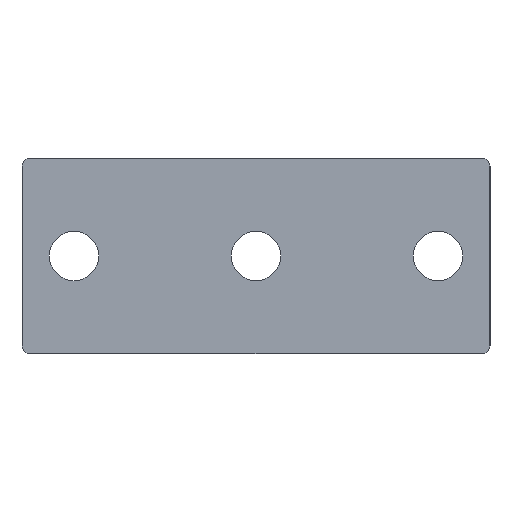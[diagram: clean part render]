
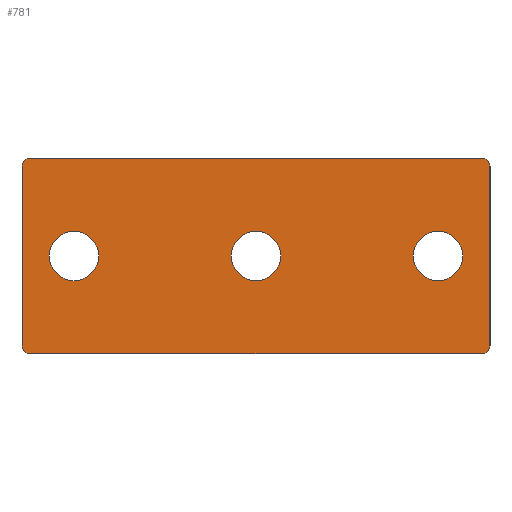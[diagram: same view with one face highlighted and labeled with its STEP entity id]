
A CAD part, left-side view. The second image highlights one B-rep face of the part: STEP entity #781.
In plain terms, the highlighted face is planar.
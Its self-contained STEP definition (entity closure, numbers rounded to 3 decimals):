
#5 = ORIENTED_EDGE ( 'NONE', *, *, #681, .T. ) ;
#9 = VERTEX_POINT ( 'NONE', #1040 ) ;
#15 = CIRCLE ( 'NONE', #432, 9.5 ) ;
#34 = VECTOR ( 'NONE', #210, 1000. ) ;
#35 = AXIS2_PLACEMENT_3D ( 'NONE', #244, #745, #130 ) ;
#47 = VERTEX_POINT ( 'NONE', #918 ) ;
#49 = VERTEX_POINT ( 'NONE', #313 ) ;
#71 = CARTESIAN_POINT ( 'NONE',  ( -169.5, 37.5, -10. ) ) ;
#73 = EDGE_LOOP ( 'NONE', ( #319, #1131 ) ) ;
#89 = VERTEX_POINT ( 'NONE', #531 ) ;
#92 = VERTEX_POINT ( 'NONE', #1278 ) ;
#107 = EDGE_CURVE ( 'NONE', #1014, #232, #1078, .T. ) ;
#118 = ORIENTED_EDGE ( 'NONE', *, *, #107, .F. ) ;
#130 = DIRECTION ( 'NONE',  ( 1., 0., 0. ) ) ;
#140 = VERTEX_POINT ( 'NONE', #1263 ) ;
#146 = CIRCLE ( 'NONE', #540, 9.5 ) ;
#168 = LINE ( 'NONE', #551, #1025 ) ;
#172 = AXIS2_PLACEMENT_3D ( 'NONE', #865, #973, #521 ) ;
#180 = DIRECTION ( 'NONE',  ( 0., 0., -1. ) ) ;
#194 = AXIS2_PLACEMENT_3D ( 'NONE', #905, #1015, #1361 ) ;
#200 = AXIS2_PLACEMENT_3D ( 'NONE', #1330, #239, #859 ) ;
#205 = VERTEX_POINT ( 'NONE', #1444 ) ;
#210 = DIRECTION ( 'NONE',  ( 0., 1., 0. ) ) ;
#230 = PLANE ( 'NONE',  #35 ) ;
#232 = VERTEX_POINT ( 'NONE', #471 ) ;
#238 = EDGE_CURVE ( 'NONE', #49, #89, #860, .T. ) ;
#239 = DIRECTION ( 'NONE',  ( 0., 0., -1. ) ) ;
#244 = CARTESIAN_POINT ( 'NONE',  ( 0., 0., -10. ) ) ;
#271 = CARTESIAN_POINT ( 'NONE',  ( -29.5, 37.5, -10. ) ) ;
#287 = DIRECTION ( 'NONE',  ( 1., 0., 0. ) ) ;
#299 = AXIS2_PLACEMENT_3D ( 'NONE', #307, #180, #933 ) ;
#300 = CARTESIAN_POINT ( 'NONE',  ( 0., 3., -10. ) ) ;
#307 = CARTESIAN_POINT ( 'NONE',  ( -3., 3., -10. ) ) ;
#310 = ORIENTED_EDGE ( 'NONE', *, *, #598, .F. ) ;
#313 = CARTESIAN_POINT ( 'NONE',  ( -177., 0., -10. ) ) ;
#319 = ORIENTED_EDGE ( 'NONE', *, *, #1189, .T. ) ;
#322 = DIRECTION ( 'NONE',  ( 0., 0., 1. ) ) ;
#336 = DIRECTION ( 'NONE',  ( 0., 0., 1. ) ) ;
#349 = CARTESIAN_POINT ( 'NONE',  ( -180., 72., -10. ) ) ;
#428 = DIRECTION ( 'NONE',  ( 0., 0., 1. ) ) ;
#432 = AXIS2_PLACEMENT_3D ( 'NONE', #1530, #336, #798 ) ;
#434 = EDGE_CURVE ( 'NONE', #562, #232, #1563, .T. ) ;
#437 = EDGE_CURVE ( 'NONE', #140, #446, #1102, .T. ) ;
#446 = VERTEX_POINT ( 'NONE', #271 ) ;
#448 = DIRECTION ( 'NONE',  ( 0., -1., 0. ) ) ;
#455 = CARTESIAN_POINT ( 'NONE',  ( 0., 0., -10. ) ) ;
#463 = CIRCLE ( 'NONE', #698, 9.5 ) ;
#471 = CARTESIAN_POINT ( 'NONE',  ( 0., 72., -10. ) ) ;
#521 = DIRECTION ( 'NONE',  ( 1., 0., 0. ) ) ;
#531 = CARTESIAN_POINT ( 'NONE',  ( -3., 0., -10. ) ) ;
#540 = AXIS2_PLACEMENT_3D ( 'NONE', #911, #322, #1295 ) ;
#551 = CARTESIAN_POINT ( 'NONE',  ( -180., 0., -10. ) ) ;
#562 = VERTEX_POINT ( 'NONE', #814 ) ;
#572 = VERTEX_POINT ( 'NONE', #71 ) ;
#586 = ORIENTED_EDGE ( 'NONE', *, *, #733, .F. ) ;
#593 = VECTOR ( 'NONE', #1318, 1000. ) ;
#594 = CIRCLE ( 'NONE', #1350, 3. ) ;
#598 = EDGE_CURVE ( 'NONE', #1308, #47, #168, .T. ) ;
#602 = CARTESIAN_POINT ( 'NONE',  ( -90., 37.5, -10. ) ) ;
#610 = DIRECTION ( 'NONE',  ( 1., 0., 0. ) ) ;
#626 = CARTESIAN_POINT ( 'NONE',  ( -177., 75., -10. ) ) ;
#631 = EDGE_CURVE ( 'NONE', #1014, #89, #1388, .T. ) ;
#680 = CARTESIAN_POINT ( 'NONE',  ( 0., 75., -10. ) ) ;
#681 = EDGE_CURVE ( 'NONE', #92, #205, #146, .T. ) ;
#688 = ORIENTED_EDGE ( 'NONE', *, *, #434, .T. ) ;
#694 = AXIS2_PLACEMENT_3D ( 'NONE', #878, #1374, #287 ) ;
#698 = AXIS2_PLACEMENT_3D ( 'NONE', #602, #841, #610 ) ;
#720 = EDGE_CURVE ( 'NONE', #572, #9, #1347, .T. ) ;
#733 = EDGE_CURVE ( 'NONE', #562, #816, #1279, .T. ) ;
#745 = DIRECTION ( 'NONE',  ( 0., 0., 1. ) ) ;
#781 = ADVANCED_FACE ( 'NONE', ( #1536, #1431, #956, #1228 ), #230, .F. ) ;
#798 = DIRECTION ( 'NONE',  ( 1., 0., 0. ) ) ;
#810 = CARTESIAN_POINT ( 'NONE',  ( -177., 3., -10. ) ) ;
#814 = CARTESIAN_POINT ( 'NONE',  ( -3., 75., -10. ) ) ;
#816 = VERTEX_POINT ( 'NONE', #626 ) ;
#824 = DIRECTION ( 'NONE',  ( 1., 0., 0. ) ) ;
#841 = DIRECTION ( 'NONE',  ( 0., 0., 1. ) ) ;
#842 = CARTESIAN_POINT ( 'NONE',  ( 0., 0., -10. ) ) ;
#844 = EDGE_LOOP ( 'NONE', ( #5, #1067 ) ) ;
#859 = DIRECTION ( 'NONE',  ( 1., 0., 0. ) ) ;
#860 = LINE ( 'NONE', #842, #1345 ) ;
#865 = CARTESIAN_POINT ( 'NONE',  ( -160., 37.5, -10. ) ) ;
#878 = CARTESIAN_POINT ( 'NONE',  ( -20., 37.5, -10. ) ) ;
#894 = AXIS2_PLACEMENT_3D ( 'NONE', #1504, #428, #920 ) ;
#896 = EDGE_CURVE ( 'NONE', #205, #92, #463, .T. ) ;
#905 = CARTESIAN_POINT ( 'NONE',  ( -3., 72., -10. ) ) ;
#911 = CARTESIAN_POINT ( 'NONE',  ( -90., 37.5, -10. ) ) ;
#918 = CARTESIAN_POINT ( 'NONE',  ( -180., 3., -10. ) ) ;
#920 = DIRECTION ( 'NONE',  ( 1., 0., 0. ) ) ;
#932 = EDGE_CURVE ( 'NONE', #1308, #816, #1442, .T. ) ;
#933 = DIRECTION ( 'NONE',  ( 1., 0., 0. ) ) ;
#956 = FACE_BOUND ( 'NONE', #844, .T. ) ;
#973 = DIRECTION ( 'NONE',  ( 0., 0., 1. ) ) ;
#1014 = VERTEX_POINT ( 'NONE', #300 ) ;
#1015 = DIRECTION ( 'NONE',  ( 0., 0., -1. ) ) ;
#1023 = ORIENTED_EDGE ( 'NONE', *, *, #1156, .T. ) ;
#1025 = VECTOR ( 'NONE', #448, 1000. ) ;
#1040 = CARTESIAN_POINT ( 'NONE',  ( -150.5, 37.5, -10. ) ) ;
#1043 = EDGE_CURVE ( 'NONE', #49, #47, #594, .T. ) ;
#1067 = ORIENTED_EDGE ( 'NONE', *, *, #896, .T. ) ;
#1078 = LINE ( 'NONE', #455, #34 ) ;
#1091 = ORIENTED_EDGE ( 'NONE', *, *, #437, .T. ) ;
#1102 = CIRCLE ( 'NONE', #694, 9.5 ) ;
#1131 = ORIENTED_EDGE ( 'NONE', *, *, #720, .T. ) ;
#1156 = EDGE_CURVE ( 'NONE', #446, #140, #15, .T. ) ;
#1189 = EDGE_CURVE ( 'NONE', #9, #572, #1389, .T. ) ;
#1206 = DIRECTION ( 'NONE',  ( 1., 0., 0. ) ) ;
#1228 = FACE_OUTER_BOUND ( 'NONE', #1378, .T. ) ;
#1263 = CARTESIAN_POINT ( 'NONE',  ( -10.5, 37.5, -10. ) ) ;
#1264 = ORIENTED_EDGE ( 'NONE', *, *, #631, .T. ) ;
#1278 = CARTESIAN_POINT ( 'NONE',  ( -80.5, 37.5, -10. ) ) ;
#1279 = LINE ( 'NONE', #680, #593 ) ;
#1295 = DIRECTION ( 'NONE',  ( 1., 0., 0. ) ) ;
#1308 = VERTEX_POINT ( 'NONE', #349 ) ;
#1318 = DIRECTION ( 'NONE',  ( -1., 0., 0. ) ) ;
#1330 = CARTESIAN_POINT ( 'NONE',  ( -177., 72., -10. ) ) ;
#1345 = VECTOR ( 'NONE', #1206, 1000. ) ;
#1347 = CIRCLE ( 'NONE', #894, 9.5 ) ;
#1350 = AXIS2_PLACEMENT_3D ( 'NONE', #810, #1500, #824 ) ;
#1361 = DIRECTION ( 'NONE',  ( 1., 0., 0. ) ) ;
#1374 = DIRECTION ( 'NONE',  ( 0., 0., 1. ) ) ;
#1378 = EDGE_LOOP ( 'NONE', ( #118, #1264, #1490, #1499, #310, #1556, #586, #688 ) ) ;
#1388 = CIRCLE ( 'NONE', #299, 3. ) ;
#1389 = CIRCLE ( 'NONE', #172, 9.5 ) ;
#1431 = FACE_BOUND ( 'NONE', #1555, .T. ) ;
#1442 = CIRCLE ( 'NONE', #200, 3. ) ;
#1444 = CARTESIAN_POINT ( 'NONE',  ( -99.5, 37.5, -10. ) ) ;
#1490 = ORIENTED_EDGE ( 'NONE', *, *, #238, .F. ) ;
#1499 = ORIENTED_EDGE ( 'NONE', *, *, #1043, .T. ) ;
#1500 = DIRECTION ( 'NONE',  ( 0., 0., -1. ) ) ;
#1504 = CARTESIAN_POINT ( 'NONE',  ( -160., 37.5, -10. ) ) ;
#1530 = CARTESIAN_POINT ( 'NONE',  ( -20., 37.5, -10. ) ) ;
#1536 = FACE_BOUND ( 'NONE', #73, .T. ) ;
#1555 = EDGE_LOOP ( 'NONE', ( #1091, #1023 ) ) ;
#1556 = ORIENTED_EDGE ( 'NONE', *, *, #932, .T. ) ;
#1563 = CIRCLE ( 'NONE', #194, 3. ) ;
